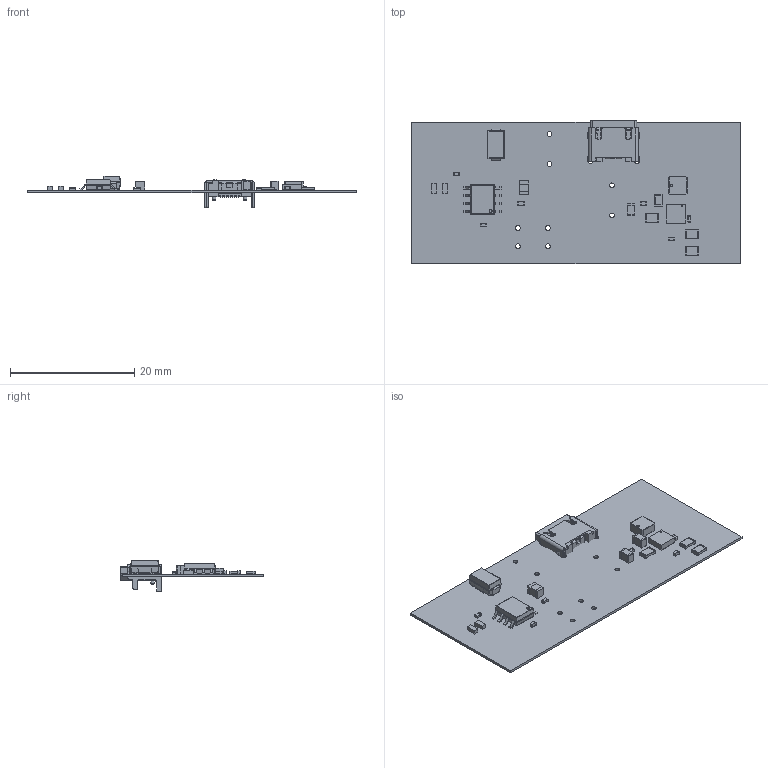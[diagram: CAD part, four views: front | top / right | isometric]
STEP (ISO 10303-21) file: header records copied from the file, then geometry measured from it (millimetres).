
FILE_DESCRIPTION(('Open CASCADE Model'),'2;1');
FILE_NAME('Open CASCADE Shape Model','2021-04-21T15:45:54',('Author'),( 'Open CASCADE'),'Open CASCADE STEP processor 6.8','Open CASCADE 6.8' ,'Unknown');
FILE_SCHEMA(('AUTOMOTIVE_DESIGN { 1 0 10303 214 1 1 1 1 }'));
Length unit declared in the file: millimetre
Products named in the file (66): PCB; Board; Open CASCADE STEP translator 6.8 1.1.1; TPS61200; DRC10_2P4X1P65; SS14; 6080426784; Body; Open_CASCADE_STEP_translator_6.8_3.1.1; Lead; R6; 6080435504; Mid_Body; Terminal; Open_CASCADE_STEP_translator_6.8_10.2.1; Mark; R5; 6080431104; Open_CASCADE_STEP_translator_6.8_4.2.1; R4; 6047709104; R3; R2; 6080440064; R1; P?; 629105150521_(rev1); 629105150521_Housing; 629105150521_Pin1; 629105150521_Pin2; 629105150521_Shielding2; 629105150521_Shielding; L1; User_Library-LPS3015; D2; 6717191184; Extruded; D1; CN3083; PinsArrayLR ...
Assembly tree (80 placements, depth 5):
  PCB
    Board
      Open CASCADE STEP translator 6.8 1.1.1
    TPS61200
      DRC10_2P4X1P65
    SS14
      6080426784
        Body
          Open_CASCADE_STEP_translator_6.8_3.1.1
        Lead  x2
    R6
      6080435504
        Mid_Body
        Terminal  x2
          Open_CASCADE_STEP_translator_6.8_10.2.1
        Mark
    R5
      6080431104
        Mid_Body
        Terminal  x2
          Open_CASCADE_STEP_translator_6.8_4.2.1
        Mark
    R4
      6047709104
        Mid_Body
        Terminal  x2
          Open_CASCADE_STEP_translator_6.8_4.2.1
        Mark
    R3
      6047709104
        Mid_Body
        Terminal  x2
          Open_CASCADE_STEP_translator_6.8_4.2.1
        Mark
    R2
      6080440064
        Mid_Body
        Terminal  x2
          Open_CASCADE_STEP_translator_6.8_10.2.1
        Mark
    R1
      6080435504
        Mid_Body
        Terminal  x2
          Open_CASCADE_STEP_translator_6.8_10.2.1
        Mark
    P?
      629105150521_(rev1)
        629105150521_Housing
        629105150521_Pin1  x4
        629105150521_Pin2
        629105150521_Shielding2
        629105150521_Shielding
    L1
      User_Library-LPS3015
    D2
      6717191184
        Extruded
    D1
      6717191184
Bounding box: 52.7 x 23 x 5.14 mm (x, y, z)
Volume: 662.9 mm3; surface area: 3368 mm2
Topology: 69 solids, 79 shells, 1454 faces, 3605 edges, 2233 vertices
Faces by surface type: plane 971, cylinder 395, sphere 48, bspline 22, revolution 8, torus 8, cone 2
Full cylindrical faces by diameter (mm): 0.15 x1, 0.487 x1, 0.6 x2, 0.762 x8, 0.8 x2
Entity records: 37225 total; most frequent: CARTESIAN_POINT 7028, ORIENTED_EDGE 5772, DIRECTION 5764, EDGE_CURVE 2876, LINE 2210, VECTOR 2210, VERTEX_POINT 1811, AXIS2_PLACEMENT_3D 1773
